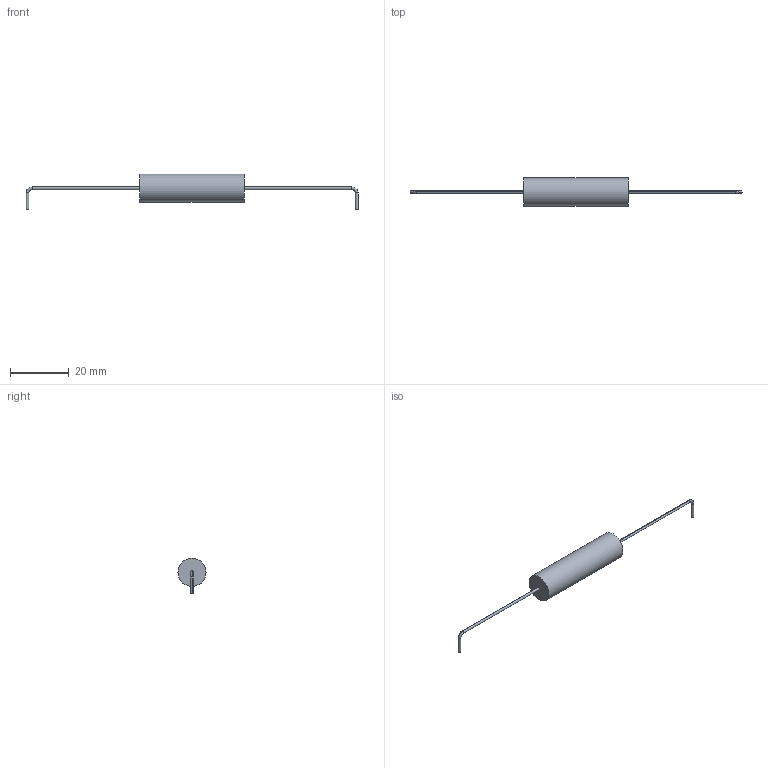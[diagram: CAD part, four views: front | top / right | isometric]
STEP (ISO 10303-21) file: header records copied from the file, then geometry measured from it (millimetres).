
FILE_DESCRIPTION(('STEP AP214'),'1');
FILE_NAME('RES_CB7_STP','2022-03-25T10:13:59',(''),(''),'','','');
FILE_SCHEMA(('AUTOMOTIVE_DESIGN'));
Length unit declared in the file: millimetre
Products named in the file (1): product
Bounding box: 112.67 x 9.53 x 12.06 mm (x, y, z)
Volume: 2592.6 mm3; surface area: 1466.1 mm2
Topology: 3 solids, 3 shells, 19 faces, 31 edges, 18 vertices
Faces by surface type: cylinder 9, plane 6, torus 4
Full cylindrical faces by diameter (mm): 9.525 x1
Entity records: 490 total; most frequent: DIRECTION 94, ORIENTED_EDGE 60, CARTESIAN_POINT 51, AXIS2_PLACEMENT_3D 43, EDGE_CURVE 30, CIRCLE 22, EDGE_LOOP 20, ADVANCED_FACE 19
